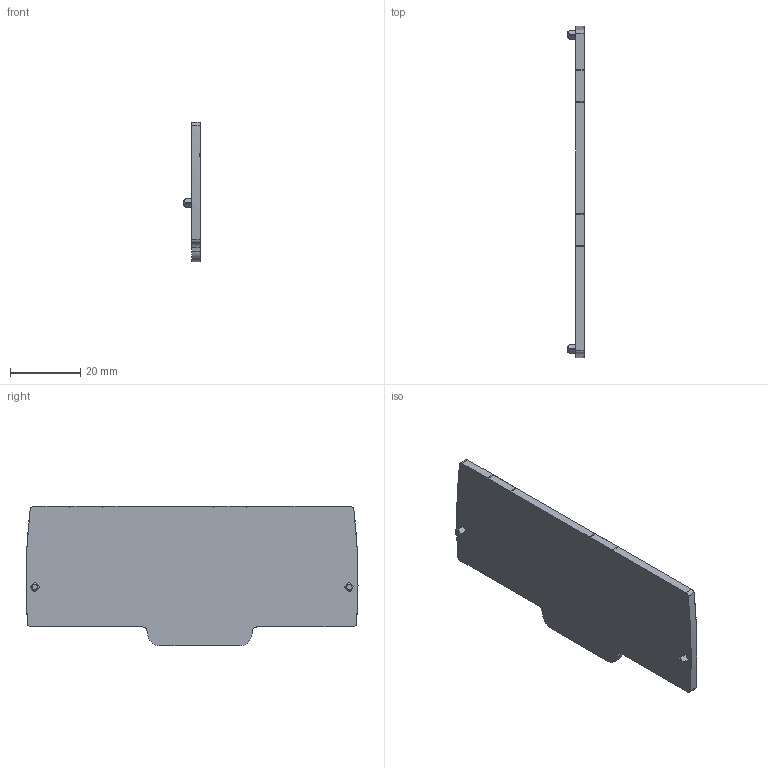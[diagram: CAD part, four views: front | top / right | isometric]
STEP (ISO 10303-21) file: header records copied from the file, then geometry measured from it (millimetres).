
FILE_DESCRIPTION(('CATIA V5R24 STEP','CAx-IF Rec.Pracs.--- Model Styling and Organization---1.2---2011-12-15'),'2;1');
FILE_NAME ('8232326_2', '2017-06-27T12:11:50+00:00', ('Weidmueller Interface'), ('Weidmueller'), 'CATIA Version 5-6 Release 2014 SP4 HF52', 'CATIA V5 STEP AP214', 'none');
FILE_SCHEMA(('AUTOMOTIVE_DESIGN { 1 0 10303 214 1 1 1 1 }'));
Length unit declared in the file: millimetre
Products named in the file (1): 1990140000_AEP_AP13
Bounding box: 4.7 x 94.69 x 39.75 mm (x, y, z)
Volume: 8129.8 mm3; surface area: 7502.5 mm2
Topology: 1 solids, 3 shells, 144 faces, 392 edges, 256 vertices
Faces by surface type: plane 86, cylinder 42, cone 16
Entity records: 4660 total; most frequent: CARTESIAN_POINT 1006, ORIENTED_EDGE 784, DIRECTION 605, EDGE_CURVE 392, VECTOR 272, LINE 272, VERTEX_POINT 256, AXIS2_PLACEMENT_3D 214
